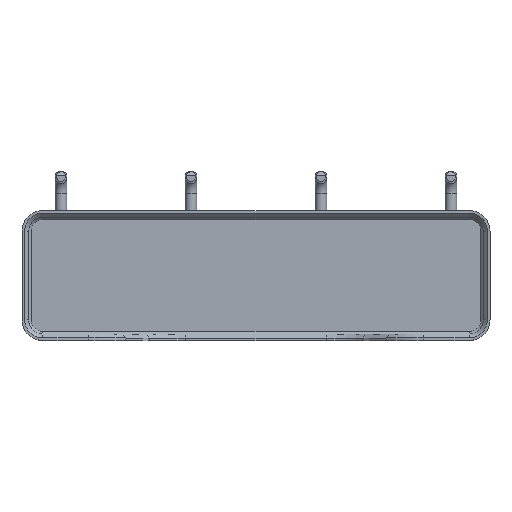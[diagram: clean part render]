
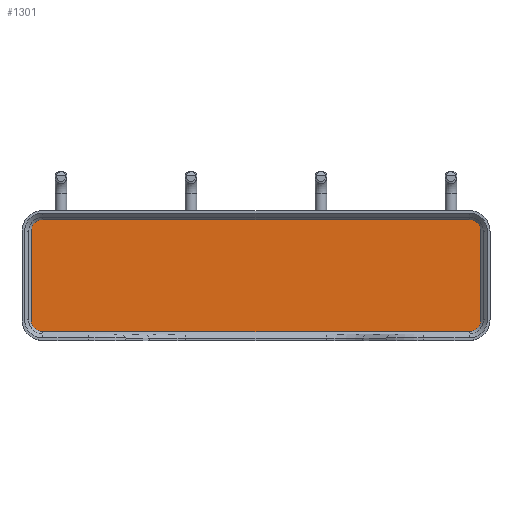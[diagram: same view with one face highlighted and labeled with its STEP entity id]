
A CAD part, top view. The second image highlights one B-rep face of the part: STEP entity #1301.
In plain terms, the highlighted planar face has unit normal (0, 0, 1).
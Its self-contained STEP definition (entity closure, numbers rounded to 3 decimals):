
#93=CIRCLE('',#1408,4.5);
#94=CIRCLE('',#1411,4.5);
#96=CIRCLE('',#1415,4.5);
#98=CIRCLE('',#1419,4.5);
#179=LINE('',#3645,#283);
#182=LINE('',#3653,#286);
#186=LINE('',#3665,#290);
#189=LINE('',#3674,#293);
#283=VECTOR('',#1699,10.);
#286=VECTOR('',#1708,10.);
#290=VECTOR('',#1720,10.);
#293=VECTOR('',#1731,10.);
#348=PLANE('',#1425);
#421=FACE_OUTER_BOUND('',#503,.T.);
#503=EDGE_LOOP('',(#1145,#1146,#1147,#1148,#1149,#1150,#1151,#1152));
#639=VERTEX_POINT('',#3635);
#641=VERTEX_POINT('',#3639);
#642=VERTEX_POINT('',#3643);
#643=VERTEX_POINT('',#3647);
#644=VERTEX_POINT('',#3651);
#645=VERTEX_POINT('',#3655);
#647=VERTEX_POINT('',#3661);
#649=VERTEX_POINT('',#3667);
#802=EDGE_CURVE('',#641,#639,#93,.T.);
#804=EDGE_CURVE('',#639,#642,#179,.T.);
#806=EDGE_CURVE('',#642,#643,#94,.T.);
#808=EDGE_CURVE('',#643,#644,#182,.T.);
#811=EDGE_CURVE('',#644,#645,#96,.T.);
#814=EDGE_CURVE('',#645,#647,#186,.T.);
#817=EDGE_CURVE('',#647,#649,#98,.T.);
#819=EDGE_CURVE('',#649,#641,#189,.T.);
#1145=ORIENTED_EDGE('',*,*,#802,.F.);
#1146=ORIENTED_EDGE('',*,*,#819,.F.);
#1147=ORIENTED_EDGE('',*,*,#817,.F.);
#1148=ORIENTED_EDGE('',*,*,#814,.F.);
#1149=ORIENTED_EDGE('',*,*,#811,.F.);
#1150=ORIENTED_EDGE('',*,*,#808,.F.);
#1151=ORIENTED_EDGE('',*,*,#806,.F.);
#1152=ORIENTED_EDGE('',*,*,#804,.F.);
#1301=ADVANCED_FACE('',(#421),#348,.T.);
#1408=AXIS2_PLACEMENT_3D('',#3641,#1694,#1695);
#1411=AXIS2_PLACEMENT_3D('',#3649,#1703,#1704);
#1415=AXIS2_PLACEMENT_3D('',#3659,#1714,#1715);
#1419=AXIS2_PLACEMENT_3D('',#3671,#1726,#1727);
#1425=AXIS2_PLACEMENT_3D('',#3683,#1744,#1745);
#1694=DIRECTION('center_axis',(0.,0.,-1.));
#1695=DIRECTION('ref_axis',(1.,0.,0.));
#1699=DIRECTION('',(0.,-1.,0.));
#1703=DIRECTION('center_axis',(0.,0.,-1.));
#1704=DIRECTION('ref_axis',(0.,-1.,0.));
#1708=DIRECTION('',(-1.,0.,0.));
#1714=DIRECTION('center_axis',(0.,0.,-1.));
#1715=DIRECTION('ref_axis',(-1.,0.,0.));
#1720=DIRECTION('',(0.,1.,0.));
#1726=DIRECTION('center_axis',(0.,0.,-1.));
#1727=DIRECTION('ref_axis',(0.,1.,0.));
#1731=DIRECTION('',(1.,0.,0.));
#1744=DIRECTION('center_axis',(0.,0.,1.));
#1745=DIRECTION('ref_axis',(-1.,0.,0.));
#3635=CARTESIAN_POINT('',(176.5,42.,3.));
#3639=CARTESIAN_POINT('',(172.,46.5,3.));
#3641=CARTESIAN_POINT('Origin',(172.,42.,3.));
#3643=CARTESIAN_POINT('',(176.5,8.,3.));
#3645=CARTESIAN_POINT('',(176.5,33.5,3.));
#3647=CARTESIAN_POINT('',(172.,3.5,3.));
#3649=CARTESIAN_POINT('Origin',(172.,8.,3.));
#3651=CARTESIAN_POINT('',(8.,3.5,3.));
#3653=CARTESIAN_POINT('',(131.,3.5,3.));
#3655=CARTESIAN_POINT('',(3.5,8.,3.));
#3659=CARTESIAN_POINT('Origin',(8.,8.,3.));
#3661=CARTESIAN_POINT('',(3.5,42.,3.));
#3665=CARTESIAN_POINT('',(3.5,16.5,3.));
#3667=CARTESIAN_POINT('',(8.,46.5,3.));
#3671=CARTESIAN_POINT('Origin',(8.,42.,3.));
#3674=CARTESIAN_POINT('',(49.,46.5,3.));
#3683=CARTESIAN_POINT('Origin',(90.,25.,3.));
